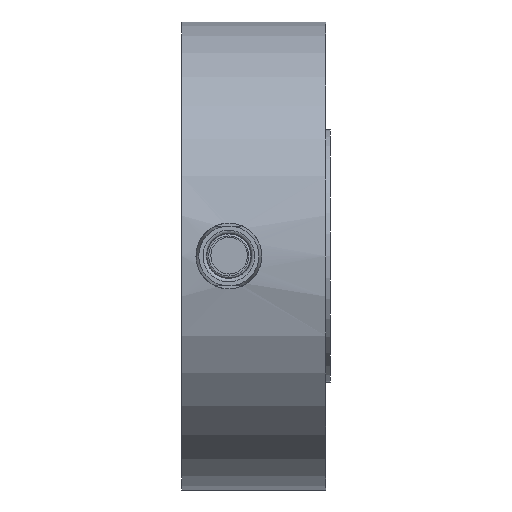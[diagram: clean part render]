
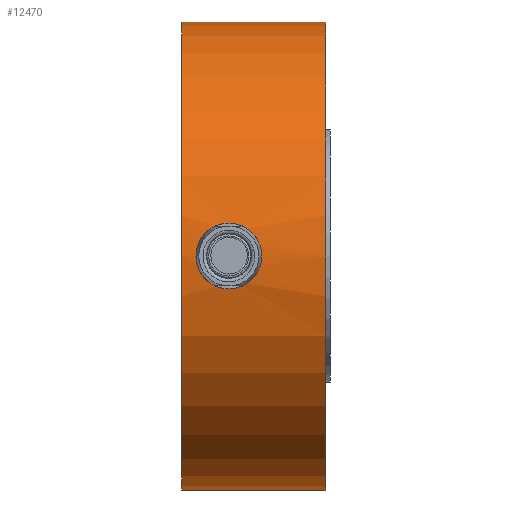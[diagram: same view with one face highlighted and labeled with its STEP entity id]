
A CAD part, front view. The second image highlights one B-rep face of the part: STEP entity #12470.
In plain terms, the highlighted cylindrical face has radius 25.146 mm (diameter 50.292 mm), a full revolution.
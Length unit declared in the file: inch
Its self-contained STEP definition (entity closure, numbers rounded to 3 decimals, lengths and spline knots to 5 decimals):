
#11772=CARTESIAN_POINT('',(0.325,-0.99,0.));
#11773=VERTEX_POINT('',#11772);
#11774=CARTESIAN_POINT('',(0.339,-0.99,0.));
#11775=VERTEX_POINT('',#11774);
#11814=CARTESIAN_POINT('',(0.061,-0.99,0.));
#11815=VERTEX_POINT('',#11814);
#11816=CARTESIAN_POINT('',(0.075,-0.99,0.));
#11817=VERTEX_POINT('',#11816);
#11818=CARTESIAN_POINT('',(0.061,-0.99,0.0));
#11819=DIRECTION('',(1.0,0.0,0.0));
#11820=VECTOR('',#11819,0.014);
#11821=LINE('',#11818,#11820);
#11822=EDGE_CURVE('',#11815,#11817,#11821,.T.);
#11856=CARTESIAN_POINT('',(0.075,-0.99,0.));
#11857=CARTESIAN_POINT('',(0.07502,-0.99,0.00023));
#11858=CARTESIAN_POINT('',(0.07505,-0.99,0.00046));
#11859=CARTESIAN_POINT('',(0.07687,-0.98999,0.01766));
#11860=CARTESIAN_POINT('',(0.08207,-0.98953,0.03411));
#11861=CARTESIAN_POINT('',(0.09788,-0.98809,0.06301));
#11862=CARTESIAN_POINT('',(0.108,-0.98717,0.07548));
#11863=CARTESIAN_POINT('',(0.13284,-0.98534,0.0966));
#11864=CARTESIAN_POINT('',(0.14759,-0.98444,0.10486));
#11865=CARTESIAN_POINT('',(0.17535,-0.98346,0.11363));
#11866=CARTESIAN_POINT('',(0.18762,-0.98323,0.11554));
#11867=CARTESIAN_POINT('',(0.21238,-0.98323,0.11554));
#11868=CARTESIAN_POINT('',(0.22465,-0.98346,0.11363));
#11869=CARTESIAN_POINT('',(0.25241,-0.98444,0.10486));
#11870=CARTESIAN_POINT('',(0.26716,-0.98534,0.0966));
#11871=CARTESIAN_POINT('',(0.292,-0.98717,0.07548));
#11872=CARTESIAN_POINT('',(0.30212,-0.98809,0.06301));
#11873=CARTESIAN_POINT('',(0.31793,-0.98953,0.03411));
#11874=CARTESIAN_POINT('',(0.32313,-0.98999,0.01766));
#11875=CARTESIAN_POINT('',(0.32495,-0.99,0.00046));
#11876=CARTESIAN_POINT('',(0.32498,-0.99,0.00023));
#11877=CARTESIAN_POINT('',(0.325,-0.99,0.));
#11878=B_SPLINE_CURVE_WITH_KNOTS('',3,(#11856,#11857,#11858,#11859,#11860,#11861,#11862,#11863,#11864,#11865,#11866,#11867,#11868,#11869,#11870,#11871,#11872,#11873,#11874,#11875,#11876,#11877),.UNSPECIFIED.,.F.,.U.,(4,2,2,2,2,2,2,2,2,2,4),(-0.00176,0.0,0.13001,0.25119,0.37886,0.47318,0.56751,0.69518,0.81636,0.94637,0.94813),.UNSPECIFIED.);
#11879=EDGE_CURVE('',#11817,#11773,#11878,.T.);
#11946=CARTESIAN_POINT('',(0.325,-0.99,0.));
#11947=CARTESIAN_POINT('',(0.32498,-0.99,-0.00023));
#11948=CARTESIAN_POINT('',(0.32495,-0.99,-0.00046));
#11949=CARTESIAN_POINT('',(0.32313,-0.98999,-0.01766));
#11950=CARTESIAN_POINT('',(0.31793,-0.98953,-0.03411));
#11951=CARTESIAN_POINT('',(0.30212,-0.98809,-0.06301));
#11952=CARTESIAN_POINT('',(0.292,-0.98717,-0.07548));
#11953=CARTESIAN_POINT('',(0.26716,-0.98534,-0.0966));
#11954=CARTESIAN_POINT('',(0.25241,-0.98444,-0.10486));
#11955=CARTESIAN_POINT('',(0.22465,-0.98346,-0.11363));
#11956=CARTESIAN_POINT('',(0.21238,-0.98323,-0.11554));
#11957=CARTESIAN_POINT('',(0.18762,-0.98323,-0.11554));
#11958=CARTESIAN_POINT('',(0.17535,-0.98346,-0.11363));
#11959=CARTESIAN_POINT('',(0.14759,-0.98444,-0.10486));
#11960=CARTESIAN_POINT('',(0.13284,-0.98534,-0.0966));
#11961=CARTESIAN_POINT('',(0.108,-0.98717,-0.07548));
#11962=CARTESIAN_POINT('',(0.09788,-0.98809,-0.06301));
#11963=CARTESIAN_POINT('',(0.08207,-0.98953,-0.03411));
#11964=CARTESIAN_POINT('',(0.07687,-0.98999,-0.01766));
#11965=CARTESIAN_POINT('',(0.07505,-0.99,-0.00046));
#11966=CARTESIAN_POINT('',(0.07502,-0.99,-0.00023));
#11967=CARTESIAN_POINT('',(0.075,-0.99,0.));
#11968=B_SPLINE_CURVE_WITH_KNOTS('',3,(#11946,#11947,#11948,#11949,#11950,#11951,#11952,#11953,#11954,#11955,#11956,#11957,#11958,#11959,#11960,#11961,#11962,#11963,#11964,#11965,#11966,#11967),.UNSPECIFIED.,.F.,.U.,(4,2,2,2,2,2,2,2,2,2,4),(-0.00176,0.0,0.13001,0.25119,0.37886,0.47318,0.56751,0.69518,0.81636,0.94637,0.94813),.UNSPECIFIED.);
#11969=EDGE_CURVE('',#11773,#11817,#11968,.T.);
#12152=CARTESIAN_POINT('',(0.061,-0.99,0.0));
#12153=DIRECTION('',(1.0,0.0,0.0));
#12154=VECTOR('',#12153,0.014);
#12155=LINE('',#12152,#12154);
#12156=EDGE_CURVE('',#11815,#11817,#12155,.T.);
#12423=CARTESIAN_POINT('',(0.0,0.99,0.0));
#12424=VERTEX_POINT('',#12423);
#12425=CARTESIAN_POINT('',(0.0,0.0,0.0));
#12426=DIRECTION('',(1.0,0.0,0.0));
#12427=DIRECTION('',(0.0,1.0,0.0));
#12428=AXIS2_PLACEMENT_3D('',#12425,#12426,#12427);
#12429=CIRCLE('',#12428,0.99);
#12430=EDGE_CURVE('',#12424,#12424,#12429,.T.);
#12438=CARTESIAN_POINT('',(0.305,0.0,0.0));
#12439=DIRECTION('',(1.0,0.0,0.0));
#12440=DIRECTION('',(0.0,1.0,0.0));
#12441=AXIS2_PLACEMENT_3D('',#12438,#12439,#12440);
#12442=CYLINDRICAL_SURFACE('',#12441,0.99);
#12443=CARTESIAN_POINT('',(0.61,0.99,0.0));
#12444=VERTEX_POINT('',#12443);
#12445=CARTESIAN_POINT('',(0.61,0.0,0.0));
#12446=DIRECTION('',(1.0,0.0,0.0));
#12447=DIRECTION('',(0.0,1.0,0.0));
#12448=AXIS2_PLACEMENT_3D('',#12445,#12446,#12447);
#12449=CIRCLE('',#12448,0.99);
#12450=EDGE_CURVE('',#12444,#12444,#12449,.T.);
#12451=ORIENTED_EDGE('',*,*,#12450,.F.);
#12452=EDGE_LOOP('',(#12451));
#12453=FACE_OUTER_BOUND('',#12452,.T.);
#12454=ORIENTED_EDGE('',*,*,#11969,.T.);
#12455=ORIENTED_EDGE('',*,*,#11822,.F.);
#12456=ORIENTED_EDGE('',*,*,#12156,.T.);
#12457=ORIENTED_EDGE('',*,*,#11879,.T.);
#12458=CARTESIAN_POINT('',(0.325,-0.99,0.0));
#12459=DIRECTION('',(1.0,0.0,0.0));
#12460=VECTOR('',#12459,0.014);
#12461=LINE('',#12458,#12460);
#12462=EDGE_CURVE('',#11773,#11775,#12461,.T.);
#12463=ORIENTED_EDGE('',*,*,#12462,.T.);
#12464=ORIENTED_EDGE('',*,*,#12462,.F.);
#12465=EDGE_LOOP('',(#12454,#12455,#12456,#12457,#12463,#12464));
#12466=FACE_BOUND('',#12465,.T.);
#12467=ORIENTED_EDGE('',*,*,#12430,.T.);
#12468=EDGE_LOOP('',(#12467));
#12469=FACE_BOUND('',#12468,.T.);
#12470=ADVANCED_FACE('',(#12453,#12466,#12469),#12442,.T.);
